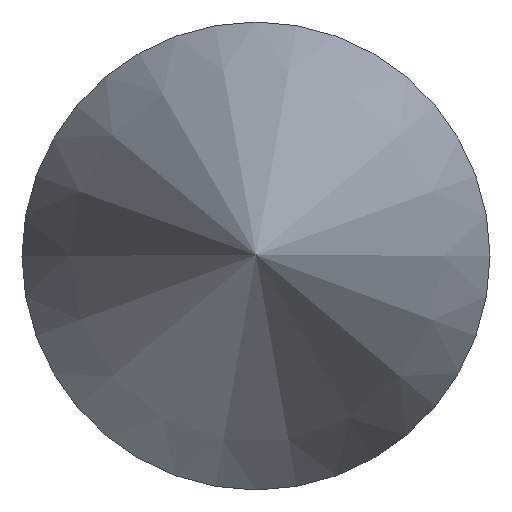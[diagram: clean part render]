
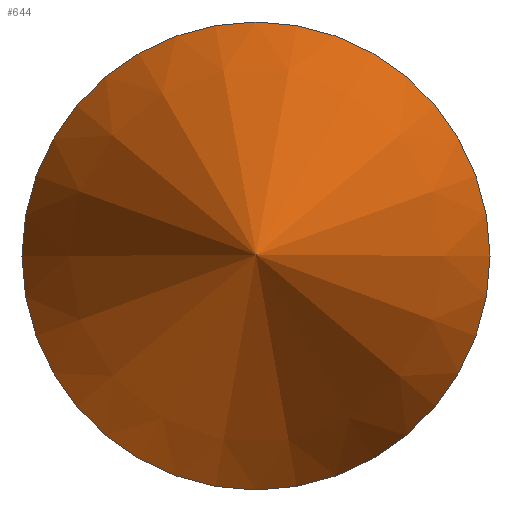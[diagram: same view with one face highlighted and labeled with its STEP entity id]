
A CAD part, top view. The second image highlights one B-rep face of the part: STEP entity #644.
In plain terms, the highlighted conical face has half-angle 20.807 degrees and reference radius 22.8 mm.
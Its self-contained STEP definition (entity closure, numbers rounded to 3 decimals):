
#19=CONICAL_SURFACE('',#726,22.8,0.363);
#54=CIRCLE('',#725,22.8);
#99=FACE_OUTER_BOUND('',#138,.T.);
#138=EDGE_LOOP('',(#591,#592,#593));
#208=LINE('',#1314,#246);
#246=VECTOR('',#903,22.8);
#307=VERTEX_POINT('',#1310);
#308=VERTEX_POINT('',#1313);
#402=EDGE_CURVE('',#307,#307,#54,.T.);
#403=EDGE_CURVE('',#308,#307,#208,.T.);
#591=ORIENTED_EDGE('',*,*,#403,.T.);
#592=ORIENTED_EDGE('',*,*,#402,.T.);
#593=ORIENTED_EDGE('',*,*,#403,.F.);
#644=ADVANCED_FACE('',(#99),#19,.T.);
#725=AXIS2_PLACEMENT_3D('',#1311,#899,#900);
#726=AXIS2_PLACEMENT_3D('',#1312,#901,#902);
#899=DIRECTION('center_axis',(0.,0.,1.));
#900=DIRECTION('ref_axis',(1.,0.,0.));
#901=DIRECTION('center_axis',(0.,0.,-1.));
#902=DIRECTION('ref_axis',(1.,0.,0.));
#903=DIRECTION('',(-0.355,0.,-0.935));
#1310=CARTESIAN_POINT('',(-22.8,0.,0.));
#1311=CARTESIAN_POINT('Origin',(0.,0.,0.));
#1312=CARTESIAN_POINT('Origin',(0.,0.,0.));
#1313=CARTESIAN_POINT('',(0.,0.,60.));
#1314=CARTESIAN_POINT('',(-22.8,0.,0.));
